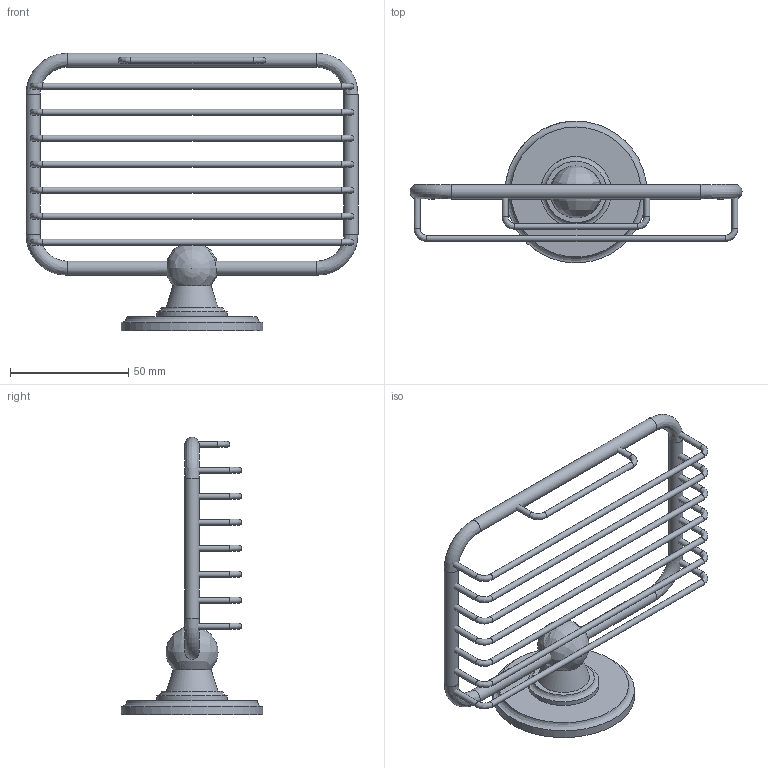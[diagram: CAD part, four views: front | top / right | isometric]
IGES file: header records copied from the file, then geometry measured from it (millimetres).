
Global section: file name: A13; native system: AutoCAD 2016 - English; preprocessor: Autodesk Translation Framework DWG producer (atf_dwg_producer); organization: unknown; date: 20180201.182944; units: millimetre
Bounding box: 140.5 x 59.98 x 117.5 mm (x, y, z)
Volume: 45055.7 mm3; surface area: 26092.4 mm2
Topology: 10 solids, 10 shells, 76 faces, 183 edges, 128 vertices
Faces by surface type: bspline 76
